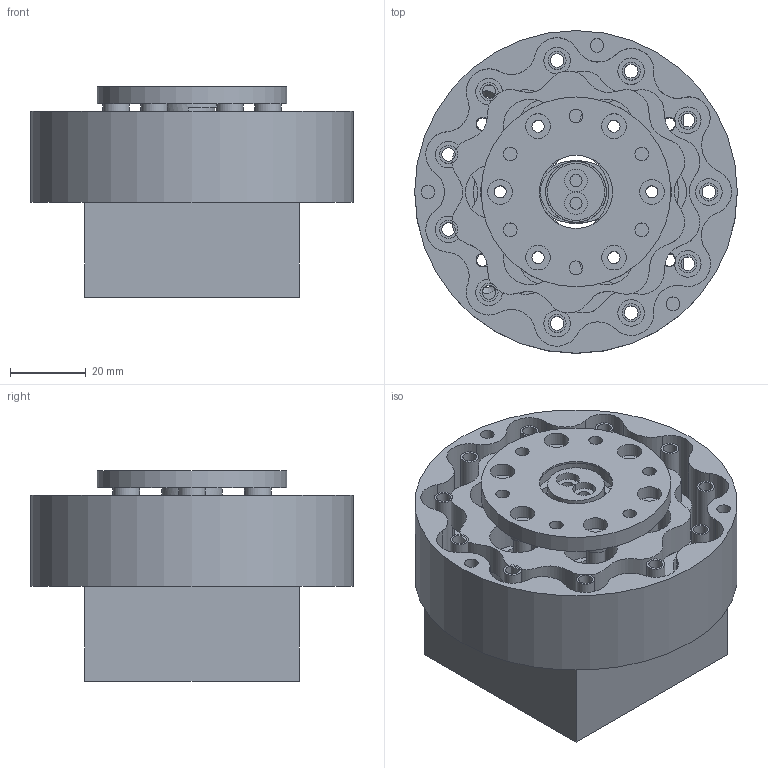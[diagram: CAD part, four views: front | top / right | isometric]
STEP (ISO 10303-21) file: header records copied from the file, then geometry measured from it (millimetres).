
FILE_DESCRIPTION(/* description */ (''),/* implementation_level */ '2;1');
FILE_NAME(/* name */ 'CycloidalDrive.step',/* time_stamp */ '2026-01-05T15:48:43+01:00',/* author */ (''),/* organization */ (''),/* preprocessor_version */ 'ST-DEVELOPER v20.1',/* originating_system */ 'Autodesk Translation Framework v14.21.0.0',/* authorisation */ '');
FILE_SCHEMA (('AUTOMOTIVE_DESIGN { 1 0 10303 214 3 1 1 }'));
Length unit declared in the file: millimetre
Products named in the file (2): cycloidal new; Cycloidal reducer
Assembly tree (1 placements, depth 2):
  cycloidal new
    Cycloidal reducer
Bounding box: 85 x 85 x 55.5 mm (x, y, z)
Volume: 116781.2 mm3; surface area: 76043 mm2
Topology: 16 solids, 16 shells, 325 faces, 733 edges, 484 vertices
Faces by surface type: cylinder 192, plane 127, cone 4, bspline 2
Full cylindrical faces by diameter (mm): 3.2 x31, 3.6 x35, 4.75 x6, 4.76 x11, 6 x8, 6.2 x4, 6.5 x6, 7 x21, 8.55 x1, 14.3 x12, 14.75 x4, 15 x1, 16 x5, 16.75 x1, 19.25 x1, 21.25 x4, 43.1 x1, 50 x2, 54 x2, 85 x1
Entity records: 11256 total; most frequent: CARTESIAN_POINT 3127, DIRECTION 1803, ORIENTED_EDGE 1466, AXIS2_PLACEMENT_3D 760, EDGE_CURVE 733, EDGE_LOOP 544, VERTEX_POINT 484, CIRCLE 434
